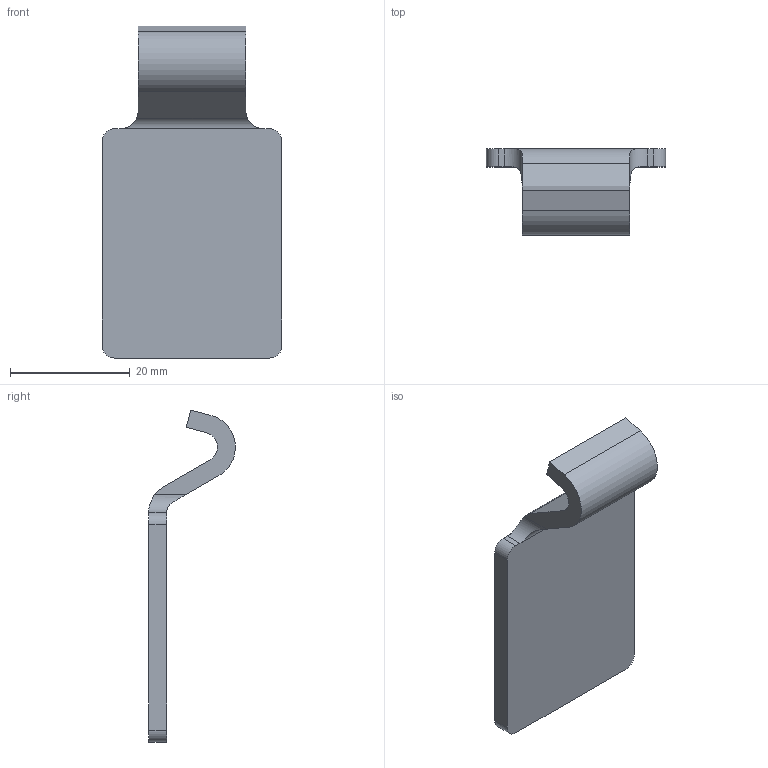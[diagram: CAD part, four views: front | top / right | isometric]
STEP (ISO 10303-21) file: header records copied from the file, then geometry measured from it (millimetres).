
FILE_DESCRIPTION (( 'STEP AP214' ), '1' );
FILE_NAME ('54400 - Striker 10 A Stainless.STEP', '2017-01-18T13:41:01', ( '' ), ( '' ), 'SwSTEP 2.0', 'SolidWorks 2015', '' );
FILE_SCHEMA (( 'AUTOMOTIVE_DESIGN' ));
Length unit declared in the file: millimetre
Products named in the file (1): 54400 - Striker 10 A Stainless
Bounding box: 30 x 14.5 x 55.53 mm (x, y, z)
Volume: 4832.1 mm3; surface area: 3767.2 mm2
Topology: 1 solids, 1 shells, 24 faces, 62 edges, 40 vertices
Faces by surface type: plane 14, cylinder 10
Entity records: 814 total; most frequent: CARTESIAN_POINT 193, ORIENTED_EDGE 124, DIRECTION 120, EDGE_CURVE 62, VECTOR 42, LINE 42, VERTEX_POINT 40, AXIS2_PLACEMENT_3D 39
